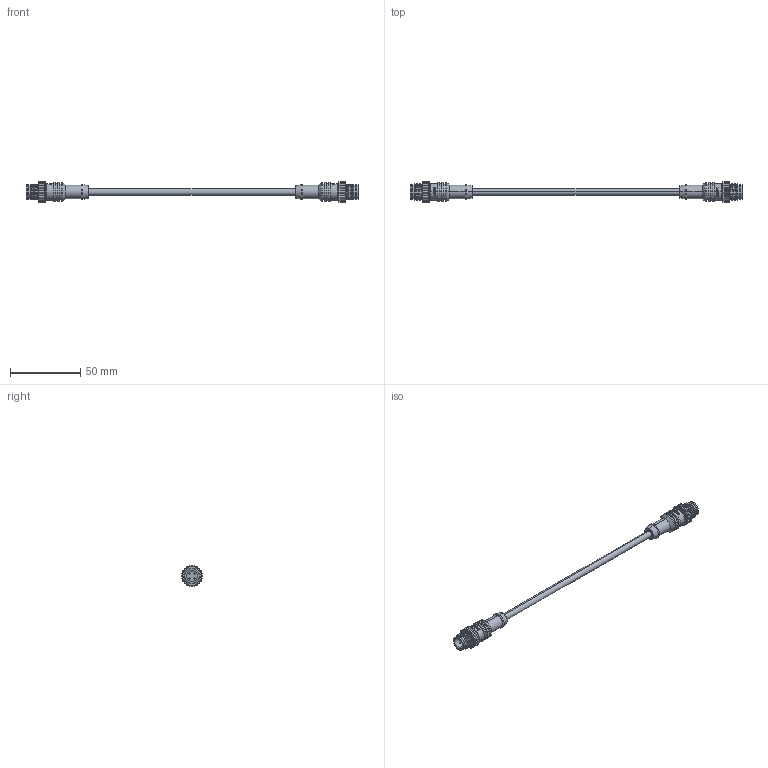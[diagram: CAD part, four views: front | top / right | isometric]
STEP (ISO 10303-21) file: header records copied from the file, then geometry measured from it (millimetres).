
FILE_DESCRIPTION (( 'STEP AP214' ), '1' );
FILE_NAME ('M12M124D.STEP', '2010-01-26T16:43:33', ( 'Windows XP Mode' ), ( '' ), 'SwSTEP 2.0', 'SolidWorks 2008', '' );
FILE_SCHEMA (( 'AUTOMOTIVE_DESIGN' ));
Length unit declared in the file: inch
Products named in the file (4): M12M124D; M12M124-MA3; 3AA16-007; M12M124-MA1
Assembly tree (5 placements, depth 2):
  M12M124D
    3AA16-007  x2
    M12M124-MA1  x2
    M12M124-MA3
Bounding box: 236.12 x 14.73 x 14.73 mm (x, y, z)
Volume: 10624.7 mm3; surface area: 9211.6 mm2
Topology: 5 solids, 5 shells, 818 faces, 2000 edges, 1242 vertices
Faces by surface type: torus 276, cylinder 222, plane 164, bspline 108, cone 48
Entity records: 16507 total; most frequent: CARTESIAN_POINT 6783, ORIENTED_EDGE 2006, DIRECTION 1868, EDGE_CURVE 1003, AXIS2_PLACEMENT_3D 814, VERTEX_POINT 623, CIRCLE 449, EDGE_LOOP 438
